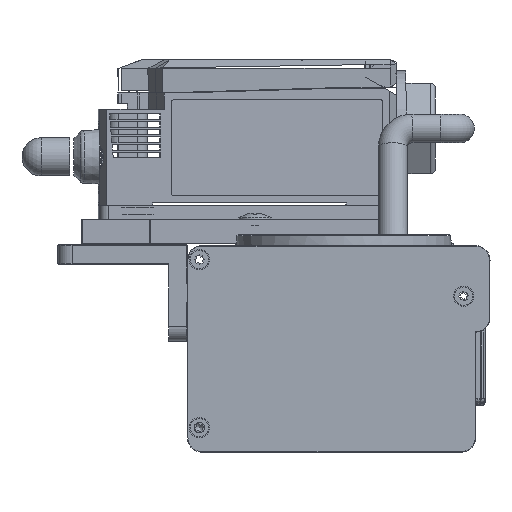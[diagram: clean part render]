
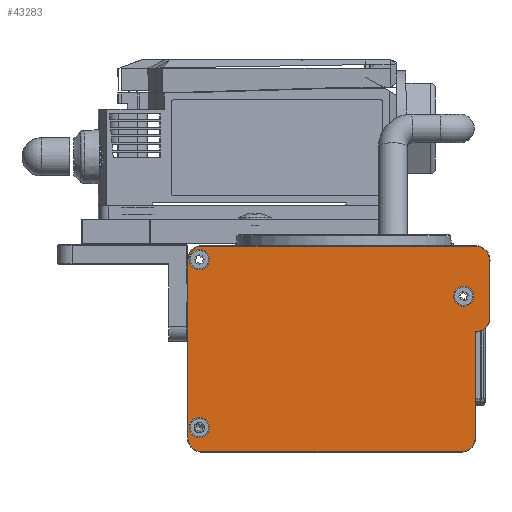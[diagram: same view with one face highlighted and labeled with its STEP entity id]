
A CAD part, front view. The second image highlights one B-rep face of the part: STEP entity #43283.
In plain terms, the highlighted planar face has unit normal (0, -1, 0).
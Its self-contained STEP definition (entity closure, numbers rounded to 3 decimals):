
#1985=FACE_BOUND('',#8723,.T.);
#1986=FACE_BOUND('',#8724,.T.);
#1987=FACE_BOUND('',#8725,.T.);
#3694=PLANE('',#61158);
#5974=FACE_OUTER_BOUND('',#8722,.T.);
#8722=EDGE_LOOP('',(#40125,#40126,#40127,#40128,#40129,#40130,#40131,#40132,
#40133,#40134));
#8723=EDGE_LOOP('',(#40135));
#8724=EDGE_LOOP('',(#40136));
#8725=EDGE_LOOP('',(#40137));
#10032=CIRCLE('',#61159,2.9);
#10033=CIRCLE('',#61160,2.9);
#10034=CIRCLE('',#61161,2.9);
#10035=CIRCLE('',#61162,2.9);
#10036=CIRCLE('',#61163,2.9);
#10037=CIRCLE('',#61164,2.1);
#10038=CIRCLE('',#61165,2.1);
#10039=CIRCLE('',#61166,2.1);
#16677=VERTEX_POINT('',#98212);
#16678=VERTEX_POINT('',#98213);
#16679=VERTEX_POINT('',#98215);
#16680=VERTEX_POINT('',#98217);
#16681=VERTEX_POINT('',#98219);
#16682=VERTEX_POINT('',#98221);
#16683=VERTEX_POINT('',#98223);
#16684=VERTEX_POINT('',#98225);
#16685=VERTEX_POINT('',#98227);
#16686=VERTEX_POINT('',#98229);
#16687=VERTEX_POINT('',#98232);
#16688=VERTEX_POINT('',#98234);
#16689=VERTEX_POINT('',#98236);
#25692=EDGE_CURVE('',#16677,#16678,#10032,.T.);
#25693=EDGE_CURVE('',#16678,#16679,#50380,.T.);
#25694=EDGE_CURVE('',#16679,#16680,#10033,.T.);
#25695=EDGE_CURVE('',#16680,#16681,#50381,.T.);
#25696=EDGE_CURVE('',#16681,#16682,#10034,.T.);
#25697=EDGE_CURVE('',#16682,#16683,#50382,.T.);
#25698=EDGE_CURVE('',#16683,#16684,#10035,.T.);
#25699=EDGE_CURVE('',#16684,#16685,#50383,.T.);
#25700=EDGE_CURVE('',#16685,#16686,#10036,.T.);
#25701=EDGE_CURVE('',#16686,#16677,#50384,.T.);
#25702=EDGE_CURVE('',#16687,#16687,#10037,.T.);
#25703=EDGE_CURVE('',#16688,#16688,#10038,.T.);
#25704=EDGE_CURVE('',#16689,#16689,#10039,.T.);
#40125=ORIENTED_EDGE('',*,*,#25692,.T.);
#40126=ORIENTED_EDGE('',*,*,#25693,.T.);
#40127=ORIENTED_EDGE('',*,*,#25694,.T.);
#40128=ORIENTED_EDGE('',*,*,#25695,.T.);
#40129=ORIENTED_EDGE('',*,*,#25696,.T.);
#40130=ORIENTED_EDGE('',*,*,#25697,.T.);
#40131=ORIENTED_EDGE('',*,*,#25698,.T.);
#40132=ORIENTED_EDGE('',*,*,#25699,.T.);
#40133=ORIENTED_EDGE('',*,*,#25700,.T.);
#40134=ORIENTED_EDGE('',*,*,#25701,.T.);
#40135=ORIENTED_EDGE('',*,*,#25702,.F.);
#40136=ORIENTED_EDGE('',*,*,#25703,.F.);
#40137=ORIENTED_EDGE('',*,*,#25704,.F.);
#43283=ADVANCED_FACE('',(#5974,#1985,#1986,#1987),#3694,.F.);
#50380=LINE('',#98216,#57486);
#50381=LINE('',#98220,#57487);
#50382=LINE('',#98224,#57488);
#50383=LINE('',#98228,#57489);
#50384=LINE('',#98231,#57490);
#57486=VECTOR('',#75023,12.);
#57487=VECTOR('',#75026,57.);
#57488=VECTOR('',#75029,37.);
#57489=VECTOR('',#75032,54.);
#57490=VECTOR('',#75035,22.102);
#61158=AXIS2_PLACEMENT_3D('',#98211,#75019,#75020);
#61159=AXIS2_PLACEMENT_3D('',#98214,#75021,#75022);
#61160=AXIS2_PLACEMENT_3D('',#98218,#75024,#75025);
#61161=AXIS2_PLACEMENT_3D('',#98222,#75027,#75028);
#61162=AXIS2_PLACEMENT_3D('',#98226,#75030,#75031);
#61163=AXIS2_PLACEMENT_3D('',#98230,#75033,#75034);
#61164=AXIS2_PLACEMENT_3D('',#98233,#75036,#75037);
#61165=AXIS2_PLACEMENT_3D('',#98235,#75038,#75039);
#61166=AXIS2_PLACEMENT_3D('',#98237,#75040,#75041);
#75019=DIRECTION('center_axis',(0.,1.,0.));
#75020=DIRECTION('ref_axis',(-1.,0.,0.));
#75021=DIRECTION('center_axis',(0.,-1.,0.));
#75022=DIRECTION('ref_axis',(0.707,0.,-0.707));
#75023=DIRECTION('',(0.,0.,1.));
#75024=DIRECTION('center_axis',(0.,-1.,0.));
#75025=DIRECTION('ref_axis',(0.707,0.,0.707));
#75026=DIRECTION('',(-1.,0.,0.));
#75027=DIRECTION('center_axis',(0.,-1.,0.));
#75028=DIRECTION('ref_axis',(-0.707,0.,0.707));
#75029=DIRECTION('',(0.,0.,-1.));
#75030=DIRECTION('center_axis',(0.,-1.,0.));
#75031=DIRECTION('ref_axis',(-0.707,0.,-0.707));
#75032=DIRECTION('',(1.,0.,0.));
#75033=DIRECTION('center_axis',(0.,-1.,0.));
#75034=DIRECTION('ref_axis',(0.707,0.,-0.707));
#75035=DIRECTION('',(0.,0.,1.));
#75036=DIRECTION('center_axis',(0.,-1.,0.));
#75037=DIRECTION('ref_axis',(-1.,0.,0.));
#75038=DIRECTION('center_axis',(0.,-1.,0.));
#75039=DIRECTION('ref_axis',(-1.,0.,0.));
#75040=DIRECTION('center_axis',(0.,-1.,0.));
#75041=DIRECTION('ref_axis',(-1.,0.,0.));
#98211=CARTESIAN_POINT('Origin',(-0.1,-52.,20.4));
#98212=CARTESIAN_POINT('',(29.8,-52.,24.002));
#98213=CARTESIAN_POINT('',(32.8,-52.,26.9));
#98214=CARTESIAN_POINT('Origin',(29.9,-52.,26.9));
#98215=CARTESIAN_POINT('',(32.8,-52.,38.9));
#98216=CARTESIAN_POINT('',(32.8,-52.,22.15));
#98217=CARTESIAN_POINT('',(29.9,-52.,41.8));
#98218=CARTESIAN_POINT('Origin',(29.9,-52.,38.9));
#98219=CARTESIAN_POINT('',(-27.1,-52.,41.8));
#98220=CARTESIAN_POINT('',(-15.1,-52.,41.8));
#98221=CARTESIAN_POINT('',(-30.,-52.,38.9));
#98222=CARTESIAN_POINT('Origin',(-27.1,-52.,38.9));
#98223=CARTESIAN_POINT('',(-30.,-52.,1.9));
#98224=CARTESIAN_POINT('',(-30.,-52.,9.65));
#98225=CARTESIAN_POINT('',(-27.1,-52.,-1.));
#98226=CARTESIAN_POINT('Origin',(-27.1,-52.,1.9));
#98227=CARTESIAN_POINT('',(26.9,-52.,-1.));
#98228=CARTESIAN_POINT('',(14.9,-52.,-1.));
#98229=CARTESIAN_POINT('',(29.8,-52.,1.9));
#98230=CARTESIAN_POINT('Origin',(26.9,-52.,1.9));
#98231=CARTESIAN_POINT('',(29.8,-52.,31.15));
#98232=CARTESIAN_POINT('',(-29.7,-52.,4.));
#98233=CARTESIAN_POINT('Origin',(-27.6,-52.,4.));
#98234=CARTESIAN_POINT('',(25.3,-52.,31.4));
#98235=CARTESIAN_POINT('Origin',(27.4,-52.,31.4));
#98236=CARTESIAN_POINT('',(-29.7,-52.,39.));
#98237=CARTESIAN_POINT('Origin',(-27.6,-52.,39.));
